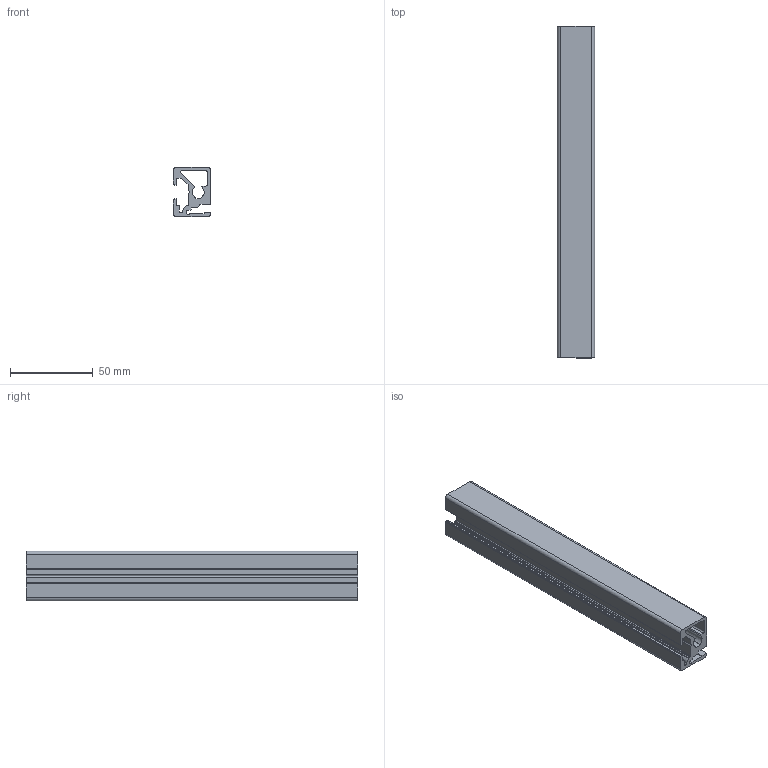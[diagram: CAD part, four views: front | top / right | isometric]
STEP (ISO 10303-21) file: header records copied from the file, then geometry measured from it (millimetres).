
FILE_DESCRIPTION (( 'STEP AP203' ), '1' );
FILE_NAME ('481992493_c_1.STEP', '2023-04-12T03:10:01', ( '' ), ( '' ), 'SwSTEP 2.0', 'SolidWorks 2014', '' );
FILE_SCHEMA (( 'CONFIG_CONTROL_DESIGN' ));
Length unit declared in the file: millimetre
Products named in the file (1): 481992493_c_1
Bounding box: 22.5 x 200 x 30 mm (x, y, z)
Volume: 63091.8 mm3; surface area: 46305.5 mm2
Topology: 1 solids, 1 shells, 71 faces, 207 edges, 138 vertices
Faces by surface type: plane 39, cylinder 32
Entity records: 2446 total; most frequent: CARTESIAN_POINT 417, DIRECTION 415, ORIENTED_EDGE 414, EDGE_CURVE 207, LINE 143, VECTOR 143, VERTEX_POINT 138, AXIS2_PLACEMENT_3D 136
